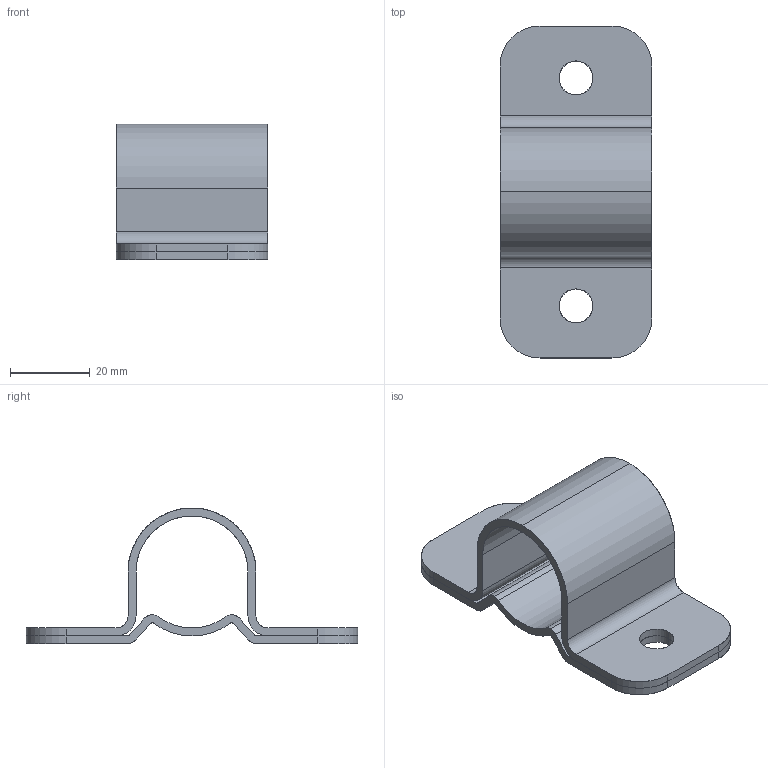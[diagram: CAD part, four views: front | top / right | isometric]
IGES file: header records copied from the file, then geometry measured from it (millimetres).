
Start section: SolidWorks IGES file using analytic representation for surfaces
Global section: file name: FA-1814N-G.IGS,15; native system: HSolidWorks 2014; preprocessor: SolidWorks 2014; author: 1337yo; date: 170511.095147; units: millimetre
Bounding box: 38 x 83 x 34 mm (x, y, z)
Surface area: 16892.1 mm2 (no closed solid volume)
Topology: 0 solids, 0 shells, 62 faces, 960 edges, 960 vertices
Faces by surface type: revolution 38, bspline 24
